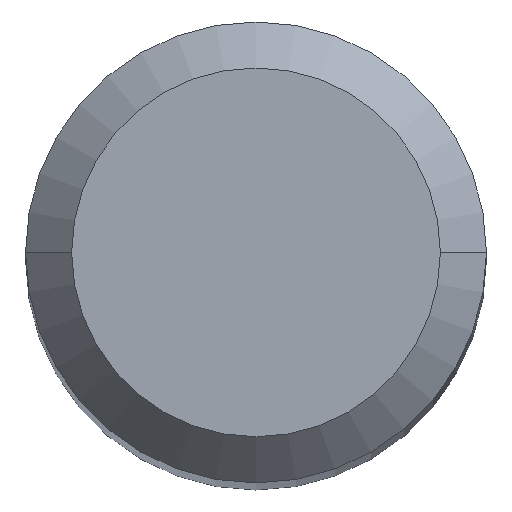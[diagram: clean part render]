
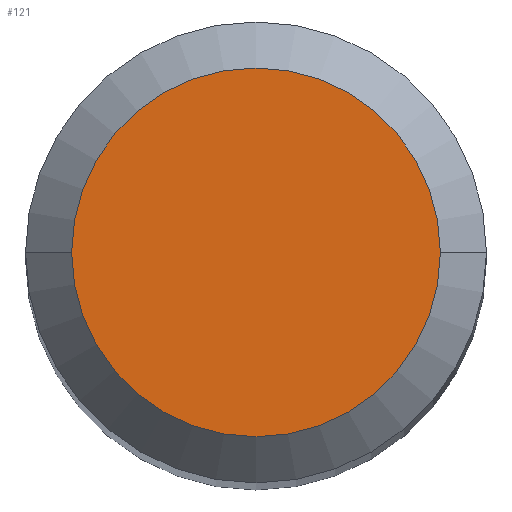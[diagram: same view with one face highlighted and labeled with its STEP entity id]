
A CAD part, top view. The second image highlights one B-rep face of the part: STEP entity #121.
In plain terms, the highlighted planar face has unit normal (0, 0, 1).
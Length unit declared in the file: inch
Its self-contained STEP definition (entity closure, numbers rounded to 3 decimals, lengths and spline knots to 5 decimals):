
#11 = DIRECTION ( 'NONE',  ( -1., 0., 0. ) ) ;
#58 = DIRECTION ( 'NONE',  ( 0., 0., 1. ) ) ;
#63 = ORIENTED_EDGE ( 'NONE', *, *, #304, .T. ) ;
#102 = EDGE_LOOP ( 'NONE', ( #63, #289 ) ) ;
#121 = ADVANCED_FACE ( 'NONE', ( #263 ), #418, .F. ) ;
#178 = DIRECTION ( 'NONE',  ( 1., 0., 0. ) ) ;
#208 = VERTEX_POINT ( 'NONE', #312 ) ;
#236 = AXIS2_PLACEMENT_3D ( 'NONE', #477, #487, #178 ) ;
#263 = FACE_OUTER_BOUND ( 'NONE', #102, .T. ) ;
#269 = AXIS2_PLACEMENT_3D ( 'NONE', #317, #274, #11 ) ;
#274 = DIRECTION ( 'NONE',  ( 0., 0., -1. ) ) ;
#289 = ORIENTED_EDGE ( 'NONE', *, *, #441, .T. ) ;
#304 = EDGE_CURVE ( 'NONE', #443, #208, #437, .T. ) ;
#312 = CARTESIAN_POINT ( 'NONE',  ( 0.04724, 0., 0. ) ) ;
#317 = CARTESIAN_POINT ( 'NONE',  ( 0., 0., 0. ) ) ;
#327 = DIRECTION ( 'NONE',  ( 1., 0., 0. ) ) ;
#379 = CIRCLE ( 'NONE', #415, 0.04724 ) ;
#404 = CARTESIAN_POINT ( 'NONE',  ( -0.04724, 0., 0. ) ) ;
#412 = CARTESIAN_POINT ( 'NONE',  ( 0., 0., 0. ) ) ;
#415 = AXIS2_PLACEMENT_3D ( 'NONE', #412, #58, #327 ) ;
#418 = PLANE ( 'NONE',  #269 ) ;
#437 = CIRCLE ( 'NONE', #236, 0.04724 ) ;
#441 = EDGE_CURVE ( 'NONE', #208, #443, #379, .T. ) ;
#443 = VERTEX_POINT ( 'NONE', #404 ) ;
#477 = CARTESIAN_POINT ( 'NONE',  ( 0., 0., 0. ) ) ;
#487 = DIRECTION ( 'NONE',  ( 0., 0., 1. ) ) ;
